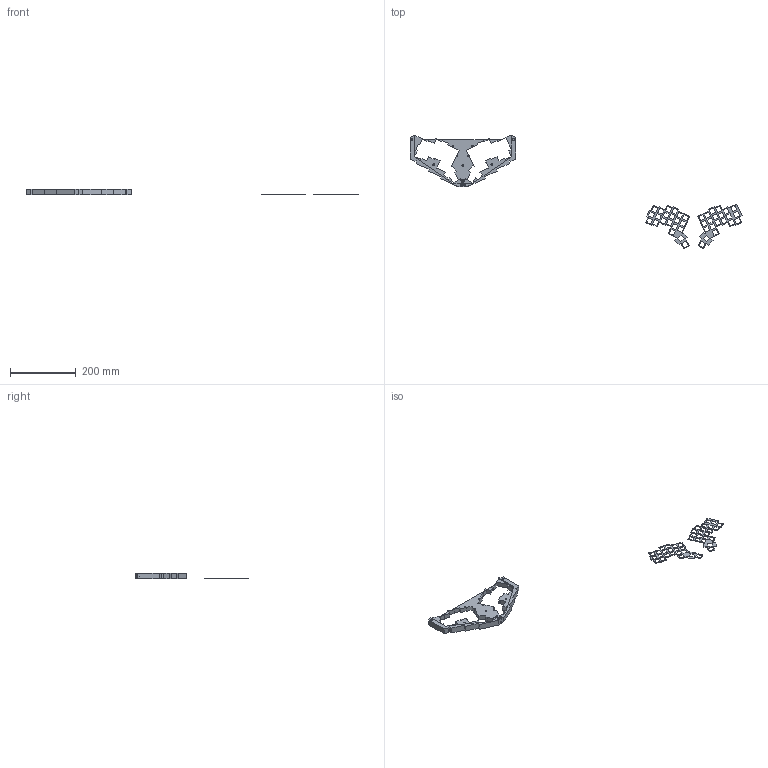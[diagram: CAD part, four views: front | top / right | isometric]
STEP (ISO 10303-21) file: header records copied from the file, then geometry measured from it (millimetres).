
FILE_DESCRIPTION(/* description */ (''),/* implementation_level */ '2;1');
FILE_NAME(/* name */ 'hammerheadPCB v7.step',/* time_stamp */ '2024-07-26T00:32:33-07:00',/* author */ (''),/* organization */ (''),/* preprocessor_version */ 'ST-DEVELOPER v20',/* originating_system */ 'Autodesk Translation Framework v13.14.0.145',/* authorisation */ '');
FILE_SCHEMA (('AUTOMOTIVE_DESIGN { 1 0 10303 214 3 1 1 }'));
Length unit declared in the file: millimetre
Products named in the file (1): hammerheadPCB
Bounding box: 1006.67 x 344 x 18 mm (x, y, z)
Volume: 267713.2 mm3; surface area: 90780.4 mm2
Topology: 5 solids, 5 shells, 428 faces, 1220 edges, 812 vertices
Faces by surface type: plane 413, cylinder 15
Full cylindrical faces by diameter (mm): 5 x10
Entity records: 13859 total; most frequent: CARTESIAN_POINT 2461, ORIENTED_EDGE 2440, DIRECTION 2108, EDGE_CURVE 1220, LINE 1190, VECTOR 1190, VERTEX_POINT 812, EDGE_LOOP 522
